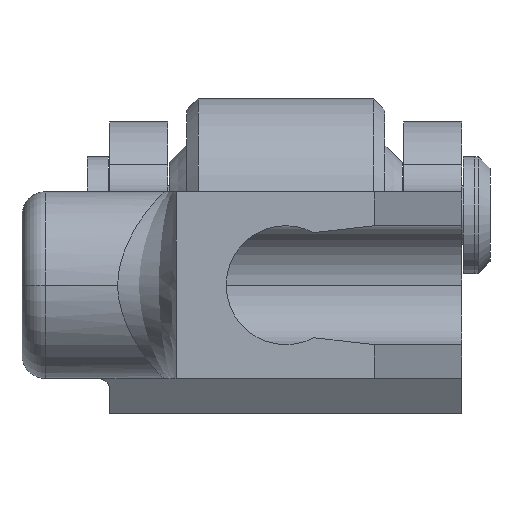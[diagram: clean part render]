
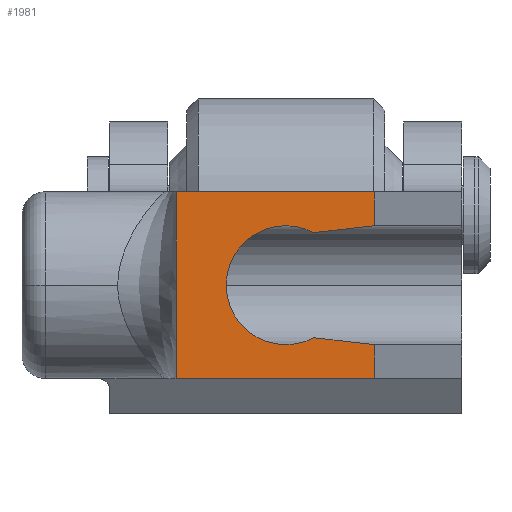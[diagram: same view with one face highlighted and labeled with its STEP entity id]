
A CAD part, front view. The second image highlights one B-rep face of the part: STEP entity #1981.
In plain terms, the highlighted planar face has unit normal (0, -1, 0).
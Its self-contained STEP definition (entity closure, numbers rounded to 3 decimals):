
#33 = LINE ( 'NONE', #34, #1959 ) ;
#34 = CARTESIAN_POINT ( 'NONE',  ( 15.1, -40., -8. ) ) ;
#35 = DIRECTION ( 'NONE',  ( -1., 0., 0. ) ) ;
#207 = LINE ( 'NONE', #208, #1963 ) ;
#208 = CARTESIAN_POINT ( 'NONE',  ( 7.6, -40., -8. ) ) ;
#209 = DIRECTION ( 'NONE',  ( 0., 0., 1. ) ) ;
#225 = LINE ( 'NONE', #226, #3262 ) ;
#226 = CARTESIAN_POINT ( 'NONE',  ( -9.4, -40., -8. ) ) ;
#227 = DIRECTION ( 'NONE',  ( 0., 0., -1. ) ) ;
#391 = CARTESIAN_POINT ( 'NONE',  ( 0., -40., 5.1 ) ) ;
#392 = CARTESIAN_POINT ( 'NONE',  ( 2.4, -40., -4.5 ) ) ;
#400 = CARTESIAN_POINT ( 'NONE',  ( 0., -40., -5.1 ) ) ;
#428 = CARTESIAN_POINT ( 'NONE',  ( 7.6, -40., 5.1 ) ) ;
#462 = CARTESIAN_POINT ( 'NONE',  ( 7.6, -40., -5.1 ) ) ;
#477 = CARTESIAN_POINT ( 'NONE',  ( 2.4, -40., 4.5 ) ) ;
#479 = CARTESIAN_POINT ( 'NONE',  ( -9.4, -40., 8. ) ) ;
#484 = CARTESIAN_POINT ( 'NONE',  ( 7.6, -40., 8. ) ) ;
#486 = CARTESIAN_POINT ( 'NONE',  ( -9.4, -40., -8. ) ) ;
#499 = CARTESIAN_POINT ( 'NONE',  ( 7.6, -40., -8. ) ) ;
#524 = LINE ( 'NONE', #525, #1175 ) ;
#525 = CARTESIAN_POINT ( 'NONE',  ( 2.4, -40., 4.5 ) ) ;
#526 = DIRECTION ( 'NONE',  ( -0.993, 0., -0.115 ) ) ;
#539 = LINE ( 'NONE', #540, #1180 ) ;
#540 = CARTESIAN_POINT ( 'NONE',  ( 7.6, -40., -8. ) ) ;
#541 = DIRECTION ( 'NONE',  ( 0., 0., 1. ) ) ;
#549 = PLANE ( 'NONE',  #1186 ) ;
#550 = CARTESIAN_POINT ( 'NONE',  ( 15.1, -40., -8. ) ) ;
#551 = DIRECTION ( 'NONE',  ( 0., 1., 0. ) ) ;
#552 = DIRECTION ( 'NONE',  ( 0., 0., 1. ) ) ;
#924 = EDGE_CURVE ( 'NONE', #1410, #1402, #1321, .T. ) ;
#929 = EDGE_CURVE ( 'NONE', #1401, #1410, #1265, .T. ) ;
#945 = EDGE_CURVE ( 'NONE', #1702, #1689, #33, .T. ) ;
#961 = EDGE_CURVE ( 'NONE', #1702, #1665, #207, .T. ) ;
#967 = EDGE_CURVE ( 'NONE', #1682, #1689, #225, .T. ) ;
#1172 = FACE_OUTER_BOUND ( 'NONE', #1531, .T. ) ;
#1175 = VECTOR ( 'NONE', #526, 1000. ) ;
#1180 = VECTOR ( 'NONE', #541, 1000. ) ;
#1186 = AXIS2_PLACEMENT_3D ( 'NONE', #550, #551, #552 ) ;
#1237 = CIRCLE ( 'NONE', #3353, 5.1 ) ;
#1265 = CIRCLE ( 'NONE', #2428, 5.1 ) ;
#1321 = CIRCLE ( 'NONE', #2435, 5.1 ) ;
#1401 = VERTEX_POINT ( 'NONE', #391 ) ;
#1402 = VERTEX_POINT ( 'NONE', #392 ) ;
#1410 = VERTEX_POINT ( 'NONE', #400 ) ;
#1531 = EDGE_LOOP ( 'NONE', ( #2722, #2724, #2723, #2725, #2727, #2726, #2728, #2729, #2731, #2732 ) ) ;
#1631 = VERTEX_POINT ( 'NONE', #428 ) ;
#1665 = VERTEX_POINT ( 'NONE', #462 ) ;
#1680 = VERTEX_POINT ( 'NONE', #477 ) ;
#1682 = VERTEX_POINT ( 'NONE', #479 ) ;
#1687 = VERTEX_POINT ( 'NONE', #484 ) ;
#1689 = VERTEX_POINT ( 'NONE', #486 ) ;
#1702 = VERTEX_POINT ( 'NONE', #499 ) ;
#1801 = CARTESIAN_POINT ( 'NONE',  ( 0., -40., 0. ) ) ;
#1802 = DIRECTION ( 'NONE',  ( 0., -1., 0. ) ) ;
#1803 = DIRECTION ( 'NONE',  ( 0., 0., -1. ) ) ;
#1813 = CARTESIAN_POINT ( 'NONE',  ( 0., -40., 0. ) ) ;
#1817 = DIRECTION ( 'NONE',  ( 0., -1., 0. ) ) ;
#1818 = DIRECTION ( 'NONE',  ( 0., 0., -1. ) ) ;
#1959 = VECTOR ( 'NONE', #35, 1000. ) ;
#1963 = VECTOR ( 'NONE', #209, 1000. ) ;
#1973 = EDGE_CURVE ( 'NONE', #1631, #1680, #524, .T. ) ;
#1978 = EDGE_CURVE ( 'NONE', #1631, #1687, #539, .T. ) ;
#1981 = ADVANCED_FACE ( 'NONE', ( #1172 ), #549, .F. ) ;
#1999 = EDGE_CURVE ( 'NONE', #1402, #1665, #3433, .T. ) ;
#2005 = EDGE_CURVE ( 'NONE', #1687, #1682, #3451, .T. ) ;
#2052 = EDGE_CURVE ( 'NONE', #1680, #1401, #1237, .T. ) ;
#2428 = AXIS2_PLACEMENT_3D ( 'NONE', #1813, #1817, #1818 ) ;
#2435 = AXIS2_PLACEMENT_3D ( 'NONE', #1801, #1802, #1803 ) ;
#2722 = ORIENTED_EDGE ( 'NONE', *, *, #2052, .F. ) ;
#2723 = ORIENTED_EDGE ( 'NONE', *, *, #1978, .T. ) ;
#2724 = ORIENTED_EDGE ( 'NONE', *, *, #1973, .F. ) ;
#2725 = ORIENTED_EDGE ( 'NONE', *, *, #2005, .T. ) ;
#2726 = ORIENTED_EDGE ( 'NONE', *, *, #945, .F. ) ;
#2727 = ORIENTED_EDGE ( 'NONE', *, *, #967, .T. ) ;
#2728 = ORIENTED_EDGE ( 'NONE', *, *, #961, .T. ) ;
#2729 = ORIENTED_EDGE ( 'NONE', *, *, #1999, .F. ) ;
#2731 = ORIENTED_EDGE ( 'NONE', *, *, #924, .F. ) ;
#2732 = ORIENTED_EDGE ( 'NONE', *, *, #929, .F. ) ;
#3262 = VECTOR ( 'NONE', #227, 1000. ) ;
#3285 = VECTOR ( 'NONE', #3435, 1000. ) ;
#3295 = VECTOR ( 'NONE', #3453, 1000. ) ;
#3353 = AXIS2_PLACEMENT_3D ( 'NONE', #3736, #3737, #3738 ) ;
#3433 = LINE ( 'NONE', #3434, #3285 ) ;
#3434 = CARTESIAN_POINT ( 'NONE',  ( 7.6, -40., -5.1 ) ) ;
#3435 = DIRECTION ( 'NONE',  ( 0.993, 0., -0.115 ) ) ;
#3451 = LINE ( 'NONE', #3452, #3295 ) ;
#3452 = CARTESIAN_POINT ( 'NONE',  ( 15.1, -40., 8. ) ) ;
#3453 = DIRECTION ( 'NONE',  ( -1., 0., 0. ) ) ;
#3736 = CARTESIAN_POINT ( 'NONE',  ( 0., -40., 0. ) ) ;
#3737 = DIRECTION ( 'NONE',  ( 0., -1., 0. ) ) ;
#3738 = DIRECTION ( 'NONE',  ( 0., 0., -1. ) ) ;
